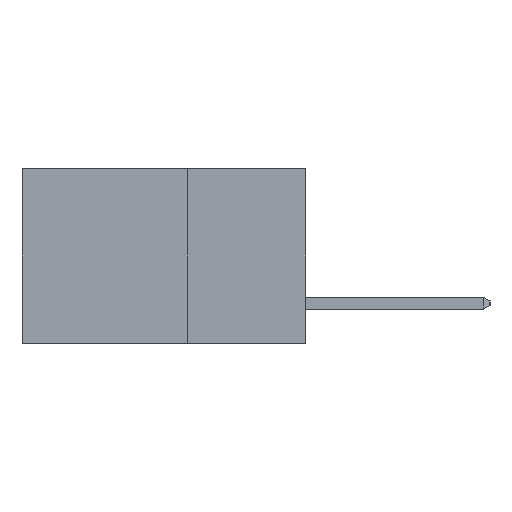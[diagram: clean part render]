
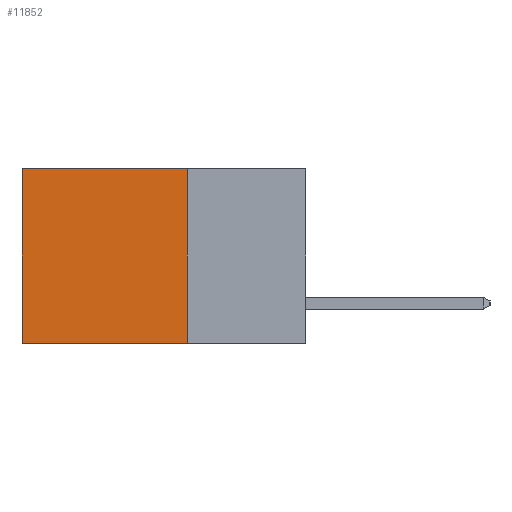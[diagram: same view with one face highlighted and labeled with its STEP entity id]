
A CAD part, left-side view. The second image highlights one B-rep face of the part: STEP entity #11852.
In plain terms, the highlighted planar face has unit normal (-1, 0, 0).
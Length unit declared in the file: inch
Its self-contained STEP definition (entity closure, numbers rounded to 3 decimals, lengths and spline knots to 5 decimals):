
#245 = VERTEX_POINT ( 'NONE', #17873 ) ;
#653 = VECTOR ( 'NONE', #20312, 39.37008 ) ;
#664 = ORIENTED_EDGE ( 'NONE', *, *, #17440, .T. ) ;
#1033 = PLANE ( 'NONE',  #8499 ) ;
#1147 = LINE ( 'NONE', #4193, #653 ) ;
#1473 = LINE ( 'NONE', #15842, #5703 ) ;
#2274 = DIRECTION ( 'NONE',  ( 0., 1., 0. ) ) ;
#2621 = DIRECTION ( 'NONE',  ( 1., 0., 0. ) ) ;
#3851 = CARTESIAN_POINT ( 'NONE',  ( 0.298, 0.25, 0. ) ) ;
#4193 = CARTESIAN_POINT ( 'NONE',  ( 0.298, 0.25, -0.37 ) ) ;
#4510 = VECTOR ( 'NONE', #16067, 39.37008 ) ;
#5497 = EDGE_CURVE ( 'NONE', #20156, #10401, #8814, .T. ) ;
#5581 = ORIENTED_EDGE ( 'NONE', *, *, #8586, .T. ) ;
#5703 = VECTOR ( 'NONE', #15773, 39.37008 ) ;
#6342 = LINE ( 'NONE', #3851, #14409 ) ;
#7878 = CARTESIAN_POINT ( 'NONE',  ( 0.298, 0.6, 0. ) ) ;
#7895 = VERTEX_POINT ( 'NONE', #7878 ) ;
#8470 = CARTESIAN_POINT ( 'NONE',  ( 0.298, 0.25, -0.37 ) ) ;
#8499 = AXIS2_PLACEMENT_3D ( 'NONE', #12298, #2621, #13901 ) ;
#8586 = EDGE_CURVE ( 'NONE', #7895, #245, #1473, .T. ) ;
#8814 = LINE ( 'NONE', #14294, #4510 ) ;
#10189 = FACE_OUTER_BOUND ( 'NONE', #17943, .T. ) ;
#10401 = VERTEX_POINT ( 'NONE', #8470 ) ;
#11852 = ADVANCED_FACE ( 'NONE', ( #10189 ), #1033, .F. ) ;
#12298 = CARTESIAN_POINT ( 'NONE',  ( 0.298, 0.25, 0. ) ) ;
#13865 = ORIENTED_EDGE ( 'NONE', *, *, #5497, .F. ) ;
#13901 = DIRECTION ( 'NONE',  ( 0., 0., -1. ) ) ;
#14294 = CARTESIAN_POINT ( 'NONE',  ( 0.298, 0.25, 0. ) ) ;
#14409 = VECTOR ( 'NONE', #2274, 39.37008 ) ;
#15773 = DIRECTION ( 'NONE',  ( 0., 0., -1. ) ) ;
#15842 = CARTESIAN_POINT ( 'NONE',  ( 0.298, 0.6, 0. ) ) ;
#16067 = DIRECTION ( 'NONE',  ( 0., 0., -1. ) ) ;
#16271 = EDGE_CURVE ( 'NONE', #10401, #245, #1147, .T. ) ;
#17440 = EDGE_CURVE ( 'NONE', #20156, #7895, #6342, .T. ) ;
#17873 = CARTESIAN_POINT ( 'NONE',  ( 0.298, 0.6, -0.37 ) ) ;
#17943 = EDGE_LOOP ( 'NONE', ( #5581, #18110, #13865, #664 ) ) ;
#18110 = ORIENTED_EDGE ( 'NONE', *, *, #16271, .F. ) ;
#18150 = CARTESIAN_POINT ( 'NONE',  ( 0.298, 0.25, 0. ) ) ;
#20156 = VERTEX_POINT ( 'NONE', #18150 ) ;
#20312 = DIRECTION ( 'NONE',  ( 0., 1., 0. ) ) ;
